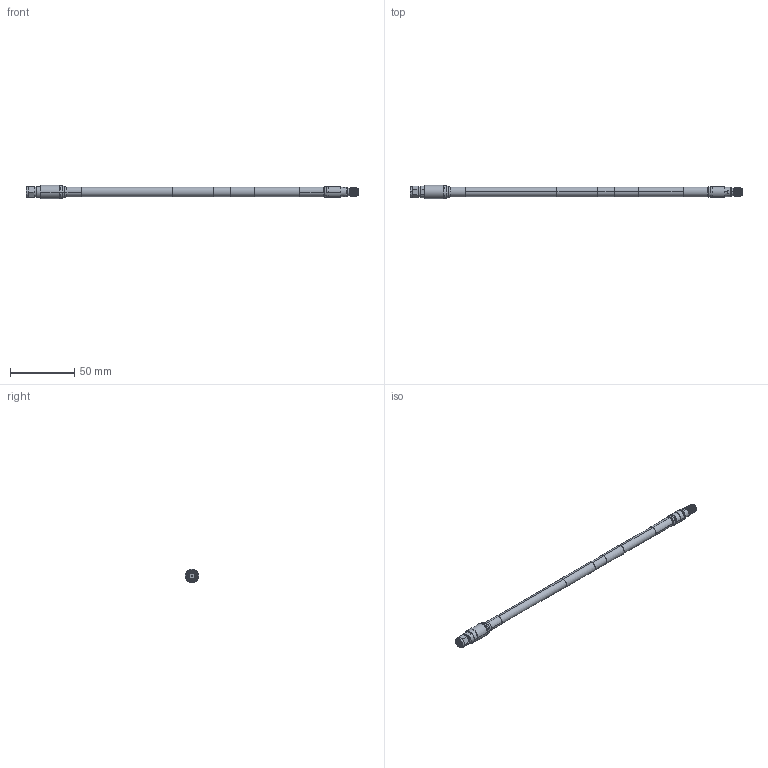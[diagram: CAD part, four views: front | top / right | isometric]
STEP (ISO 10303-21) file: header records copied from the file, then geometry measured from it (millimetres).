
FILE_DESCRIPTION (( 'STEP AP214' ), '1' );
FILE_NAME ('FMCA1813_3D.step', '2025-07-24T19:32:16', ( '' ), ( '' ), 'SwSTEP 2.0', 'SolidWorks 2022', '' );
FILE_SCHEMA (( 'AUTOMOTIVE_DESIGN' ));
Length unit declared in the file: inch
Products named in the file (6): FMCN1448_默认; FMCA1813_3D; Heat Shrink^FMCA1813; Heat Shrink^FMCA1813_Config 1; Coax Cable^FMCA1813_LABEL+PE PIM; FMCN1447_默认
Assembly tree (5 placements, depth 2):
  FMCA1813_3D
    Coax Cable^FMCA1813_LABEL+PE PIM
    FMCN1448_默认
    FMCN1447_默认
    Heat Shrink^FMCA1813
    Heat Shrink^FMCA1813_Config 1
Bounding box: 257.97 x 10.52 x 10.52 mm (x, y, z)
Volume: 11583.2 mm3; surface area: 10944.6 mm2
Topology: 9 solids, 9 shells, 252 faces, 533 edges, 319 vertices
Faces by surface type: cylinder 99, cone 80, plane 53, torus 18, bspline 2
Entity records: 8157 total; most frequent: CARTESIAN_POINT 2283, DIRECTION 1245, ORIENTED_EDGE 1066, EDGE_CURVE 533, AXIS2_PLACEMENT_3D 527, VERTEX_POINT 319, EDGE_LOOP 280, CIRCLE 269
